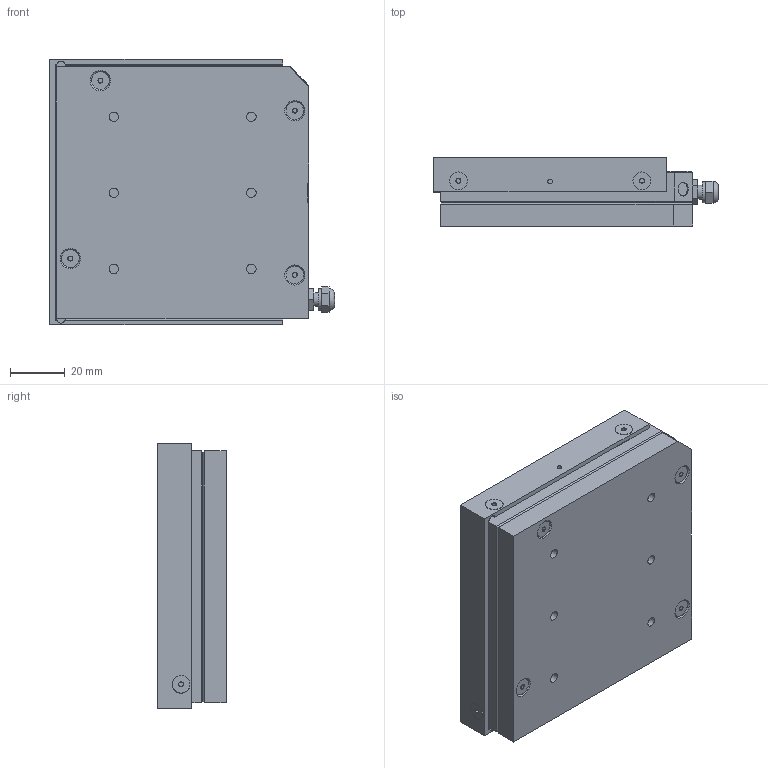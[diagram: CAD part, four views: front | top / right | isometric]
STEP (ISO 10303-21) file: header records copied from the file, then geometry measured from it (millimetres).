
FILE_DESCRIPTION (( 'STEP AP214' ), '1' );
FILE_NAME ('SK-9704A QE65LP-S-MB-QED.STEP', '2021-12-16T19:27:43', ( '' ), ( '' ), 'SwSTEP 2.0', 'SolidWorks 2020', '' );
FILE_SCHEMA (( 'AUTOMOTIVE_DESIGN' ));
Length unit declared in the file: millimetre
Products named in the file (3): SK-9704A QE65LP-S-MB-QED; 100294; SK-9704 QE65LP-S-MB-QED
Assembly tree (2 placements, depth 2):
  SK-9704A QE65LP-S-MB-QED
    SK-9704 QE65LP-S-MB-QED
    100294
Bounding box: 104.11 x 25 x 97.11 mm (x, y, z)
Volume: 205201.3 mm3; surface area: 41719.2 mm2
Topology: 3 solids, 31 shells, 5356 faces, 15413 edges, 10231 vertices
Faces by surface type: plane 5197, cone 71, cylinder 64, bspline 16, torus 8
Full cylindrical faces by diameter (mm): 1.778 x2, 3.264 x7, 3.3 x1, 3.505 x6, 4.039 x1, 4.4 x1, 5 x1, 5.105 x2, 6 x1, 6.477 x7, 7.8 x1
Entity records: 235832 total; most frequent: CARTESIAN_POINT 37284, ORIENTED_EDGE 30626, DIRECTION 26075, EDGE_CURVE 15313, LINE 14991, VECTOR 14991, VERTEX_POINT 10189, EDGE_LOOP 5568
